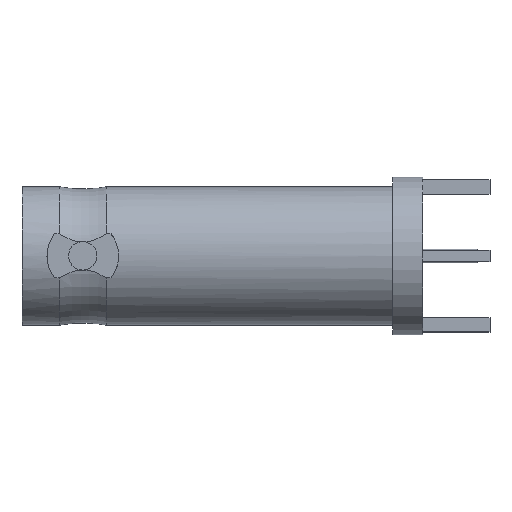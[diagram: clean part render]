
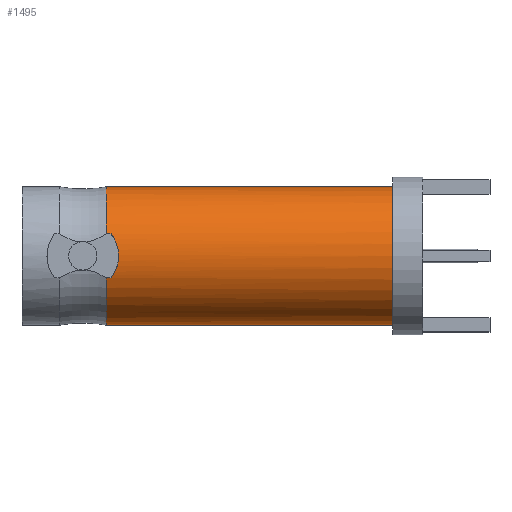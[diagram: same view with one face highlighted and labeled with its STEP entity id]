
A CAD part, top view. The second image highlights one B-rep face of the part: STEP entity #1495.
In plain terms, the highlighted cylindrical face has radius 4.825 mm (diameter 9.65 mm), a partial arc.
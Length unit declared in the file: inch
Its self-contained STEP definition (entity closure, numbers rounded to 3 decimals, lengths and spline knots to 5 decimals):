
#47=CARTESIAN_POINT('',(0.23135,0.,0.));
#48=DIRECTION('',(1.,0.,0.));
#49=DIRECTION('',(0.,-0.318,0.948));
#50=AXIS2_PLACEMENT_3D('',#47,#48,#49);
#52=DIRECTION('',(1.,0.,0.));
#53=VECTOR('',#52,0.01333);
#54=CARTESIAN_POINT('',(0.23135,-0.06035,
0.18012));
#55=LINE('',#54,#53);
#56=DIRECTION('',(1.,0.,0.));
#57=VECTOR('',#56,0.01333);
#58=CARTESIAN_POINT('',(0.23135,0.06035,0.18012));
#59=LINE('',#58,#57);
#60=CARTESIAN_POINT('',(0.23135,0.,0.));
#61=DIRECTION('',(1.,0.,0.));
#62=DIRECTION('',(0.,1.,0.));
#63=AXIS2_PLACEMENT_3D('',#60,#61,#62);
#65=CARTESIAN_POINT('',(1.01732,0.,0.));
#66=DIRECTION('',(1.,0.,0.));
#67=DIRECTION('',(0.,1.,0.));
#68=AXIS2_PLACEMENT_3D('',#65,#66,#67);
#198=DIRECTION('',(-1.,0.,0.));
#199=VECTOR('',#198,0.78597);
#200=CARTESIAN_POINT('',(1.01732,-0.18996,0.));
#201=LINE('',#200,#199);
#207=DIRECTION('',(-1.,0.,0.));
#208=VECTOR('',#207,0.78597);
#209=CARTESIAN_POINT('',(1.01732,0.18996,0.));
#210=LINE('',#209,#208);
#581=CARTESIAN_POINT('',(0.24468,0.06035,
0.18012));
#582=CARTESIAN_POINT('',(0.24702,0.05733,
0.18113));
#583=CARTESIAN_POINT('',(0.25131,0.05109,
0.18305));
#584=CARTESIAN_POINT('',(0.2565,0.04129,
0.18551));
#585=CARTESIAN_POINT('',(0.2605,0.03114,
0.18749));
#586=CARTESIAN_POINT('',(0.26332,0.02085,
0.18891));
#587=CARTESIAN_POINT('',(0.26499,0.01044,
0.18977));
#588=CARTESIAN_POINT('',(0.26554,0.,
0.19006));
#589=CARTESIAN_POINT('',(0.26499,-0.01044,
0.18977));
#590=CARTESIAN_POINT('',(0.26332,-0.02085,
0.18891));
#591=CARTESIAN_POINT('',(0.2605,-0.03114,
0.18749));
#592=CARTESIAN_POINT('',(0.2565,-0.04129,
0.18551));
#593=CARTESIAN_POINT('',(0.25131,-0.05109,
0.18305));
#594=CARTESIAN_POINT('',(0.24702,-0.05733,
0.18113));
#595=CARTESIAN_POINT('',(0.24468,-0.06035,
0.18012));
#1123=CARTESIAN_POINT('',(1.01732,0.18996,0.));
#1124=CARTESIAN_POINT('',(1.01732,-0.18996,0.));
#1125=VERTEX_POINT('',#1123);
#1126=VERTEX_POINT('',#1124);
#1147=VERTEX_POINT('',#581);
#1148=VERTEX_POINT('',#595);
#1163=CARTESIAN_POINT('',(0.23135,0.18996,0.));
#1164=CARTESIAN_POINT('',(0.23135,0.06035,
0.18012));
#1165=VERTEX_POINT('',#1163);
#1166=VERTEX_POINT('',#1164);
#1183=CARTESIAN_POINT('',(0.23135,-0.06035,
0.18012));
#1184=CARTESIAN_POINT('',(0.23135,-0.18996,0.));
#1185=VERTEX_POINT('',#1183);
#1186=VERTEX_POINT('',#1184);
#1473=CARTESIAN_POINT('',(-0.055,0.,0.));
#1474=DIRECTION('',(1.,0.,0.));
#1475=DIRECTION('',(0.,-1.,0.));
#1476=AXIS2_PLACEMENT_3D('',#1473,#1474,#1475);
#1477=CYLINDRICAL_SURFACE('',#1476,0.18996);
#1478=ORIENTED_EDGE('',*,*,#1451,.F.);
#1480=ORIENTED_EDGE('',*,*,#1479,.T.);
#1482=ORIENTED_EDGE('',*,*,#1481,.F.);
#1484=ORIENTED_EDGE('',*,*,#1483,.F.);
#1486=ORIENTED_EDGE('',*,*,#1485,.F.);
#1488=ORIENTED_EDGE('',*,*,#1487,.F.);
#1490=ORIENTED_EDGE('',*,*,#1489,.T.);
#1492=ORIENTED_EDGE('',*,*,#1491,.T.);
#1493=EDGE_LOOP('',(#1478,#1480,#1482,#1484,#1486,#1488,#1490,#1492));
#1494=FACE_OUTER_BOUND('',#1493,.F.);
#1495=ADVANCED_FACE('',(#1494),#1477,.T.);
#51=CIRCLE('',#50,0.18996);
#64=CIRCLE('',#63,0.18996);
#69=CIRCLE('',#68,0.18996);
#596=B_SPLINE_CURVE_WITH_KNOTS('',3,(#581,#582,#583,#584,#585,#586,#587,#588,
#589,#590,#591,#592,#593,#594,#595),.UNSPECIFIED.,.F.,.F.,(4,1,1,1,1,1,1,1,1,1,
1,1,4),(0.,0.08333,0.16667,0.25,0.33333,
0.41667,0.5,0.58333,0.66667,0.75,
0.83333,0.91667,1.),.UNSPECIFIED.);
#1451=EDGE_CURVE('',#1185,#1186,#51,.T.);
#1479=EDGE_CURVE('',#1185,#1148,#55,.T.);
#1481=EDGE_CURVE('',#1147,#1148,#596,.T.);
#1483=EDGE_CURVE('',#1166,#1147,#59,.T.);
#1485=EDGE_CURVE('',#1165,#1166,#64,.T.);
#1487=EDGE_CURVE('',#1125,#1165,#210,.T.);
#1489=EDGE_CURVE('',#1125,#1126,#69,.T.);
#1491=EDGE_CURVE('',#1126,#1186,#201,.T.);
